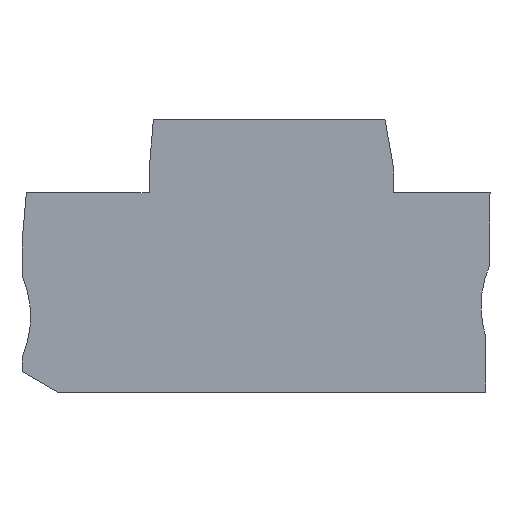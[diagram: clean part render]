
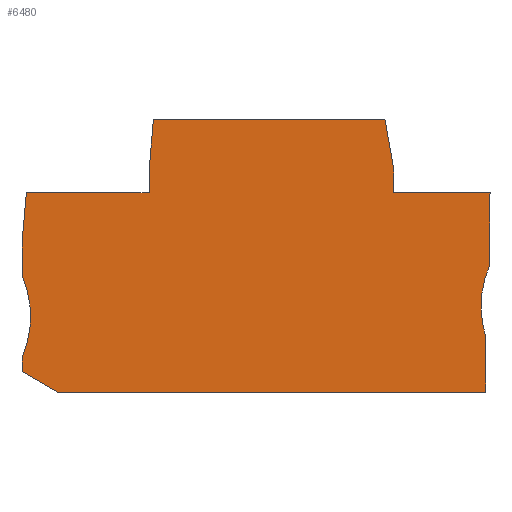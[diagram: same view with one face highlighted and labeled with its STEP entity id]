
A CAD part, left-side view. The second image highlights one B-rep face of the part: STEP entity #6480.
In plain terms, the highlighted face is planar.
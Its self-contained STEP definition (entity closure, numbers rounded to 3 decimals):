
#1510=CARTESIAN_POINT('',(234.116,13.497,
53.67));
#1520=DIRECTION('',(0.,0.,1.));
#1530=DIRECTION('',(1.,0.,0.));
#1540=AXIS2_PLACEMENT_3D('',#1510,#1520,#1530);
#1550=CIRCLE('',#1540,15.);
#1560=CARTESIAN_POINT('',(220.369,19.497,
53.67));
#1570=VERTEX_POINT('',#1560);
#1580=CARTESIAN_POINT('',(220.369,7.497,
53.67));
#1590=VERTEX_POINT('',#1580);
#1600=EDGE_CURVE('',#1570,#1590,#1550,.T.);
#1900=CARTESIAN_POINT('',(220.369,24.224,
53.67));
#1910=DIRECTION('',(-0.087,0.996,
0.));
#1920=VECTOR('',#1910,1.);
#1930=LINE('',#1900,#1920);
#1940=CARTESIAN_POINT('',(220.369,24.224,
53.67));
#1950=VERTEX_POINT('',#1940);
#1960=CARTESIAN_POINT('',(219.732,31.547,
53.67));
#1970=VERTEX_POINT('',#1960);
#1980=EDGE_CURVE('',#1950,#1970,#1930,.T.);
#2280=CARTESIAN_POINT('',(220.369,-25.97,
53.67));
#2290=DIRECTION('',(0.,-1.,0.));
#2300=VECTOR('',#2290,1.);
#2310=LINE('',#2280,#2300);
#2320=EDGE_CURVE('',#1950,#1570,#2310,.T.);
#2520=CARTESIAN_POINT('',(190.229,42.147,
53.67));
#2530=DIRECTION('',(1.,0.,0.));
#2540=VECTOR('',#2530,1.);
#2550=LINE('',#2520,#2540);
#2560=CARTESIAN_POINT('',(167.515,42.147,
53.67));
#2570=VERTEX_POINT('',#2560);
#2580=CARTESIAN_POINT('',(201.232,42.147,
53.67));
#2590=VERTEX_POINT('',#2580);
#2600=EDGE_CURVE('',#2570,#2590,#2550,.T.);
#2900=CARTESIAN_POINT('',(201.869,33.185,
53.67));
#2910=DIRECTION('',(0.,1.,0.));
#2920=VECTOR('',#2910,1.);
#2930=LINE('',#2900,#2920);
#2940=CARTESIAN_POINT('',(201.869,31.547,
53.67));
#2950=VERTEX_POINT('',#2940);
#2960=CARTESIAN_POINT('',(201.869,34.824,
53.67));
#2970=VERTEX_POINT('',#2960);
#2980=EDGE_CURVE('',#2950,#2970,#2930,.T.);
#3280=CARTESIAN_POINT('',(138.51,14.997,
53.67));
#3290=DIRECTION('',(0.,0.,1.));
#3300=DIRECTION('',(1.,0.,0.));
#3310=AXIS2_PLACEMENT_3D('',#3280,#3290,#3300);
#3320=CIRCLE('',#3310,15.);
#3330=CARTESIAN_POINT('',(152.819,10.497,
53.67));
#3340=VERTEX_POINT('',#3330);
#3350=CARTESIAN_POINT('',(152.219,21.084,
53.67));
#3360=VERTEX_POINT('',#3350);
#3370=EDGE_CURVE('',#3340,#3360,#3320,.T.);
#3670=CARTESIAN_POINT('',(152.219,31.047,
53.67));
#3680=DIRECTION('',(0.,1.,0.));
#3690=VECTOR('',#3680,1.);
#3700=LINE('',#3670,#3690);
#3710=CARTESIAN_POINT('',(152.219,31.547,
53.67));
#3720=VERTEX_POINT('',#3710);
#3730=EDGE_CURVE('',#3360,#3720,#3700,.T.);
#3980=CARTESIAN_POINT('',(176.867,2.497,
53.67));
#3990=DIRECTION('',(1.,0.,0.));
#4000=VECTOR('',#3990,1.);
#4010=LINE('',#3980,#4000);
#4020=CARTESIAN_POINT('',(152.819,2.497,
53.67));
#4030=VERTEX_POINT('',#4020);
#4040=CARTESIAN_POINT('',(215.263,2.497,
53.67));
#4050=VERTEX_POINT('',#4040);
#4060=EDGE_CURVE('',#4030,#4050,#4010,.T.);
#4360=CARTESIAN_POINT('',(176.867,-20.066,
53.67));
#4370=DIRECTION('',(-0.862,-0.507,
0.));
#4380=VECTOR('',#4370,1.);
#4390=LINE('',#4360,#4380);
#4400=CARTESIAN_POINT('',(220.369,5.497,
53.67));
#4410=VERTEX_POINT('',#4400);
#4420=EDGE_CURVE('',#4410,#4050,#4390,.T.);
#4670=CARTESIAN_POINT('',(201.869,34.824,
53.67));
#4680=DIRECTION('',(-0.087,0.996,
0.));
#4690=VECTOR('',#4680,1.);
#4700=LINE('',#4670,#4690);
#4710=EDGE_CURVE('',#2970,#2590,#4700,.T.);
#4910=CARTESIAN_POINT('',(152.819,39.543,
53.67));
#4920=DIRECTION('',(0.,1.,0.));
#4930=VECTOR('',#4920,1.);
#4940=LINE('',#4910,#4930);
#4950=EDGE_CURVE('',#4030,#3340,#4940,.T.);
#5150=CARTESIAN_POINT('',(167.442,41.734,
53.67));
#5160=DIRECTION('',(-0.175,-0.985,
0.));
#5170=VECTOR('',#5160,1.);
#5180=LINE('',#5150,#5170);
#5190=CARTESIAN_POINT('',(166.219,34.858,
53.67));
#5200=VERTEX_POINT('',#5190);
#5210=EDGE_CURVE('',#2570,#5200,#5180,.T.);
#5460=CARTESIAN_POINT('',(166.219,33.185,
53.67));
#5470=DIRECTION('',(0.,1.,0.));
#5480=VECTOR('',#5470,1.);
#5490=LINE('',#5460,#5480);
#5500=CARTESIAN_POINT('',(166.219,31.547,
53.67));
#5510=VERTEX_POINT('',#5500);
#5520=EDGE_CURVE('',#5510,#5200,#5490,.T.);
#5770=CARTESIAN_POINT('',(210.179,31.547,
53.67));
#5780=DIRECTION('',(1.,0.,0.));
#5790=VECTOR('',#5780,1.);
#5800=LINE('',#5770,#5790);
#5810=EDGE_CURVE('',#3720,#5510,#5800,.T.);
#6010=CARTESIAN_POINT('',(210.179,31.547,
53.67));
#6020=DIRECTION('',(1.,0.,0.));
#6030=VECTOR('',#6020,1.);
#6040=LINE('',#6010,#6030);
#6050=EDGE_CURVE('',#2950,#1970,#6040,.T.);
#6200=CARTESIAN_POINT('',(159.367,39.743,53.67));
#6210=DIRECTION('',(0.,0.,1.));
#6220=DIRECTION('',(1.,0.,0.));
#6230=AXIS2_PLACEMENT_3D('',#6200,#6210,#6220);
#6240=PLANE('',#6230);
#6250=ORIENTED_EDGE('',*,*,#1600,.T.);
#6260=ORIENTED_EDGE('',*,*,#2320,.T.);
#6270=ORIENTED_EDGE('',*,*,#1980,.F.);
#6280=ORIENTED_EDGE('',*,*,#6050,.T.);
#6290=ORIENTED_EDGE('',*,*,#2980,.F.);
#6300=ORIENTED_EDGE('',*,*,#4710,.F.);
#6310=ORIENTED_EDGE('',*,*,#2600,.T.);
#6320=ORIENTED_EDGE('',*,*,#5210,.F.);
#6330=ORIENTED_EDGE('',*,*,#5520,.T.);
#6340=ORIENTED_EDGE('',*,*,#5810,.T.);
#6350=ORIENTED_EDGE('',*,*,#3730,.T.);
#6360=ORIENTED_EDGE('',*,*,#3370,.T.);
#6370=ORIENTED_EDGE('',*,*,#4950,.T.);
#6380=ORIENTED_EDGE('',*,*,#4060,.F.);
#6390=ORIENTED_EDGE('',*,*,#4420,.T.);
#6400=CARTESIAN_POINT('',(220.369,24.224,
53.67));
#6410=DIRECTION('',(0.,1.,0.));
#6420=VECTOR('',#6410,1.);
#6430=LINE('',#6400,#6420);
#6440=EDGE_CURVE('',#4410,#1590,#6430,.T.);
#6450=ORIENTED_EDGE('',*,*,#6440,.F.);
#6460=EDGE_LOOP('',(#6450,#6390,#6380,#6370,#6360,#6350,#6340,#6330,
#6320,#6310,#6300,#6290,#6280,#6270,#6260,#6250));
#6470=FACE_OUTER_BOUND('',#6460,.T.);
#6480=ADVANCED_FACE('',(#6470),#6240,.F.);
